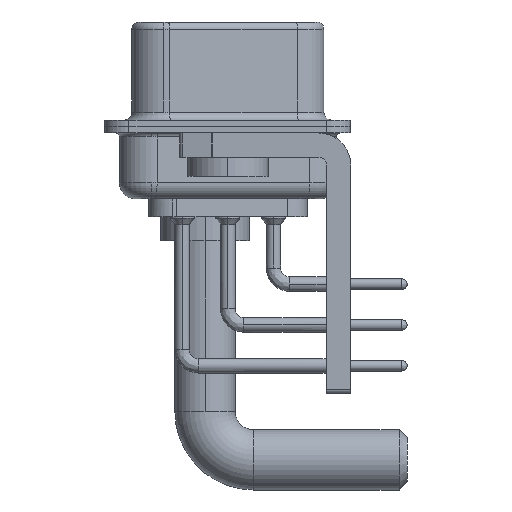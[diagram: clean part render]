
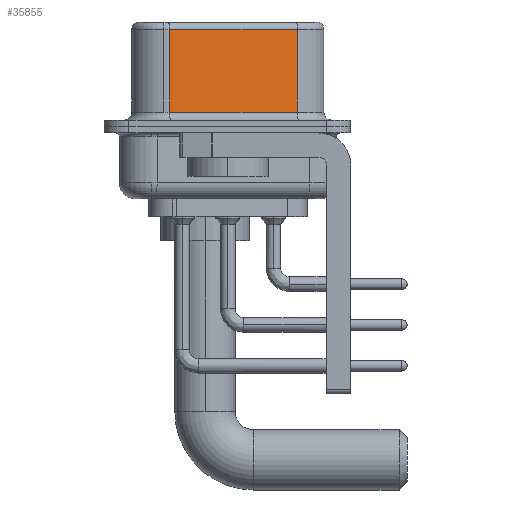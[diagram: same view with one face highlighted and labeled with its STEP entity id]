
A CAD part, left-side view. The second image highlights one B-rep face of the part: STEP entity #35855.
In plain terms, the highlighted planar face has unit normal (-0.985, -0.174, 0).
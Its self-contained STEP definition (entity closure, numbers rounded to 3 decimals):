
#150 = DIRECTION ( 'NONE',  ( 0.174, -0.985, 0. ) ) ;
#1551 = DIRECTION ( 'NONE',  ( -0.174, 0.985, 0. ) ) ;
#1929 = CARTESIAN_POINT ( 'NONE',  ( 5.132, -4.322, 6.52 ) ) ;
#2656 = LINE ( 'NONE', #25401, #20858 ) ;
#7530 = VECTOR ( 'NONE', #150, 1000. ) ;
#7640 = DIRECTION ( 'NONE',  ( 0., 0., -1. ) ) ;
#10390 = DIRECTION ( 'NONE',  ( 0.985, 0.174, 0. ) ) ;
#10754 = VERTEX_POINT ( 'NONE', #31169 ) ;
#11576 = CARTESIAN_POINT ( 'NONE',  ( 5.132, -4.322, 0.9 ) ) ;
#11840 = CARTESIAN_POINT ( 'NONE',  ( 5.132, -4.322, 6.02 ) ) ;
#12234 = VERTEX_POINT ( 'NONE', #25583 ) ;
#13693 = ORIENTED_EDGE ( 'NONE', *, *, #36689, .T. ) ;
#14460 = LINE ( 'NONE', #25941, #7530 ) ;
#15754 = VECTOR ( 'NONE', #17498, 1000. ) ;
#15878 = VERTEX_POINT ( 'NONE', #21152 ) ;
#16017 = ORIENTED_EDGE ( 'NONE', *, *, #20092, .F. ) ;
#16492 = CARTESIAN_POINT ( 'NONE',  ( 5.132, -4.322, 6.52 ) ) ;
#16670 = EDGE_CURVE ( 'NONE', #15878, #10754, #2656, .T. ) ;
#17498 = DIRECTION ( 'NONE',  ( -0.174, 0.985, 0. ) ) ;
#18242 = LINE ( 'NONE', #11840, #15754 ) ;
#18497 = VECTOR ( 'NONE', #7640, 1000. ) ;
#18677 = PLANE ( 'NONE',  #31928 ) ;
#19246 = FACE_OUTER_BOUND ( 'NONE', #32671, .T. ) ;
#20092 = EDGE_CURVE ( 'NONE', #12234, #33838, #24380, .T. ) ;
#20143 = DIRECTION ( 'NONE',  ( 0., 0., -1. ) ) ;
#20858 = VECTOR ( 'NONE', #20143, 1000. ) ;
#21152 = CARTESIAN_POINT ( 'NONE',  ( 3.73, 3.628, 6.02 ) ) ;
#24380 = LINE ( 'NONE', #16492, #18497 ) ;
#25401 = CARTESIAN_POINT ( 'NONE',  ( 3.73, 3.628, 6.52 ) ) ;
#25583 = CARTESIAN_POINT ( 'NONE',  ( 5.132, -4.322, 6.02 ) ) ;
#25941 = CARTESIAN_POINT ( 'NONE',  ( 5.132, -4.322, 0.9 ) ) ;
#28530 = EDGE_CURVE ( 'NONE', #10754, #33838, #14460, .T. ) ;
#31169 = CARTESIAN_POINT ( 'NONE',  ( 3.73, 3.628, 0.9 ) ) ;
#31928 = AXIS2_PLACEMENT_3D ( 'NONE', #1929, #10390, #1551 ) ;
#32026 = ORIENTED_EDGE ( 'NONE', *, *, #16670, .T. ) ;
#32671 = EDGE_LOOP ( 'NONE', ( #16017, #13693, #32026, #34916 ) ) ;
#33838 = VERTEX_POINT ( 'NONE', #11576 ) ;
#34916 = ORIENTED_EDGE ( 'NONE', *, *, #28530, .T. ) ;
#35855 = ADVANCED_FACE ( 'NONE', ( #19246 ), #18677, .F. ) ;
#36689 = EDGE_CURVE ( 'NONE', #12234, #15878, #18242, .T. ) ;
